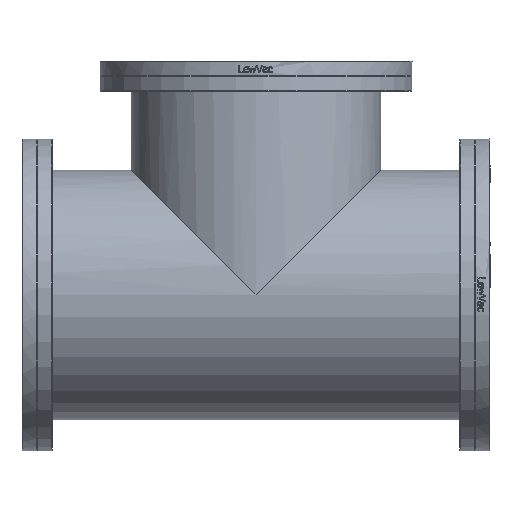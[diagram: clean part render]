
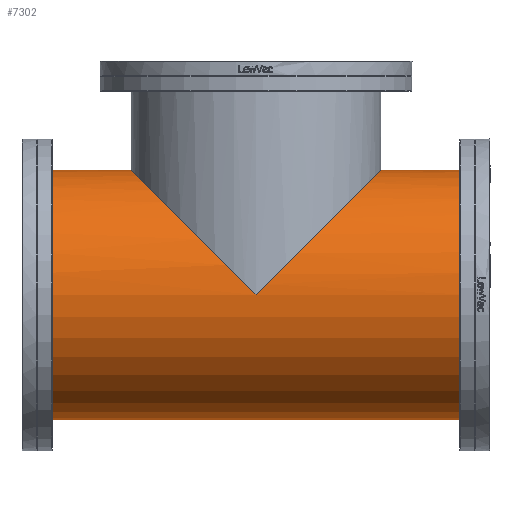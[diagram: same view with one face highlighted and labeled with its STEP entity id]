
A CAD part, left-side view. The second image highlights one B-rep face of the part: STEP entity #7302.
In plain terms, the highlighted cylindrical face has radius 101.6 mm (diameter 203.2 mm), a full revolution.
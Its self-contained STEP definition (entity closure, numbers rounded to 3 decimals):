
#11=ELLIPSE('',#8101,143.684,101.6);
#14=ELLIPSE('',#8104,143.684,101.6);
#15=ELLIPSE('',#8106,143.684,101.6);
#18=ELLIPSE('',#8109,143.684,101.6);
#575=CYLINDRICAL_SURFACE('',#8110,101.6);
#1128=FACE_OUTER_BOUND('',#1604,.T.);
#1604=EDGE_LOOP('',(#6774,#6775,#6776,#6777,#6778,#6779,#6780,#6781,#6782,
#6783));
#1981=LINE('',#38414,#2354);
#1982=LINE('',#38416,#2355);
#2354=VECTOR('',#9870,101.6);
#2355=VECTOR('',#9871,101.6);
#2763=CIRCLE('',#8111,101.6);
#2764=CIRCLE('',#8112,101.6);
#3478=VERTEX_POINT('',#38392);
#3479=VERTEX_POINT('',#38393);
#3483=VERTEX_POINT('',#38401);
#3484=VERTEX_POINT('',#38405);
#3486=VERTEX_POINT('',#38412);
#3487=VERTEX_POINT('',#38415);
#4576=EDGE_CURVE('',#3478,#3479,#11,.T.);
#4581=EDGE_CURVE('',#3479,#3483,#14,.T.);
#4582=EDGE_CURVE('',#3483,#3484,#15,.T.);
#4585=EDGE_CURVE('',#3484,#3478,#18,.T.);
#4586=EDGE_CURVE('',#3486,#3486,#2763,.T.);
#4587=EDGE_CURVE('',#3486,#3479,#1981,.T.);
#4588=EDGE_CURVE('',#3484,#3487,#1982,.T.);
#4589=EDGE_CURVE('',#3487,#3487,#2764,.T.);
#6774=ORIENTED_EDGE('',*,*,#4586,.F.);
#6775=ORIENTED_EDGE('',*,*,#4587,.T.);
#6776=ORIENTED_EDGE('',*,*,#4581,.T.);
#6777=ORIENTED_EDGE('',*,*,#4582,.T.);
#6778=ORIENTED_EDGE('',*,*,#4588,.T.);
#6779=ORIENTED_EDGE('',*,*,#4589,.F.);
#6780=ORIENTED_EDGE('',*,*,#4588,.F.);
#6781=ORIENTED_EDGE('',*,*,#4585,.T.);
#6782=ORIENTED_EDGE('',*,*,#4576,.T.);
#6783=ORIENTED_EDGE('',*,*,#4587,.F.);
#7302=ADVANCED_FACE('',(#1128),#575,.T.);
#8101=AXIS2_PLACEMENT_3D('',#38394,#9846,#9847);
#8104=AXIS2_PLACEMENT_3D('',#38403,#9854,#9855);
#8106=AXIS2_PLACEMENT_3D('',#38406,#9858,#9859);
#8109=AXIS2_PLACEMENT_3D('',#38410,#9864,#9865);
#8110=AXIS2_PLACEMENT_3D('',#38411,#9866,#9867);
#8111=AXIS2_PLACEMENT_3D('',#38413,#9868,#9869);
#8112=AXIS2_PLACEMENT_3D('',#38417,#9872,#9873);
#9846=DIRECTION('center_axis',(-0.707,0.,
0.707));
#9847=DIRECTION('ref_axis',(-0.707,0.,-0.707));
#9854=DIRECTION('center_axis',(-0.707,0.,
0.707));
#9855=DIRECTION('ref_axis',(-0.707,0.,-0.707));
#9858=DIRECTION('center_axis',(-0.707,0.,
-0.707));
#9859=DIRECTION('ref_axis',(-0.707,0.,0.707));
#9864=DIRECTION('center_axis',(-0.707,0.,
-0.707));
#9865=DIRECTION('ref_axis',(-0.707,0.,0.707));
#9866=DIRECTION('center_axis',(0.,0.,1.));
#9867=DIRECTION('ref_axis',(-1.,0.,0.));
#9868=DIRECTION('center_axis',(0.,0.,1.));
#9869=DIRECTION('ref_axis',(-1.,0.,0.));
#9870=DIRECTION('',(0.,0.,-1.));
#9871=DIRECTION('',(0.,0.,-1.));
#9872=DIRECTION('center_axis',(0.,0.,-1.));
#9873=DIRECTION('ref_axis',(-1.,0.,0.));
#38392=CARTESIAN_POINT('',(0.,-101.6,177.8));
#38393=CARTESIAN_POINT('',(101.6,0.,279.4));
#38394=CARTESIAN_POINT('Origin',(0.,0.,177.8));
#38401=CARTESIAN_POINT('',(0.,101.6,177.8));
#38403=CARTESIAN_POINT('Origin',(0.,0.,177.8));
#38405=CARTESIAN_POINT('',(101.6,0.,76.2));
#38406=CARTESIAN_POINT('Origin',(0.,0.,177.8));
#38410=CARTESIAN_POINT('Origin',(0.,0.,177.8));
#38411=CARTESIAN_POINT('Origin',(0.,0.,0.));
#38412=CARTESIAN_POINT('',(101.6,0.,355.6));
#38413=CARTESIAN_POINT('Origin',(0.,0.,355.6));
#38414=CARTESIAN_POINT('',(101.6,0.,0.));
#38415=CARTESIAN_POINT('',(101.6,0.,0.));
#38416=CARTESIAN_POINT('',(101.6,0.,0.));
#38417=CARTESIAN_POINT('Origin',(0.,0.,0.));
